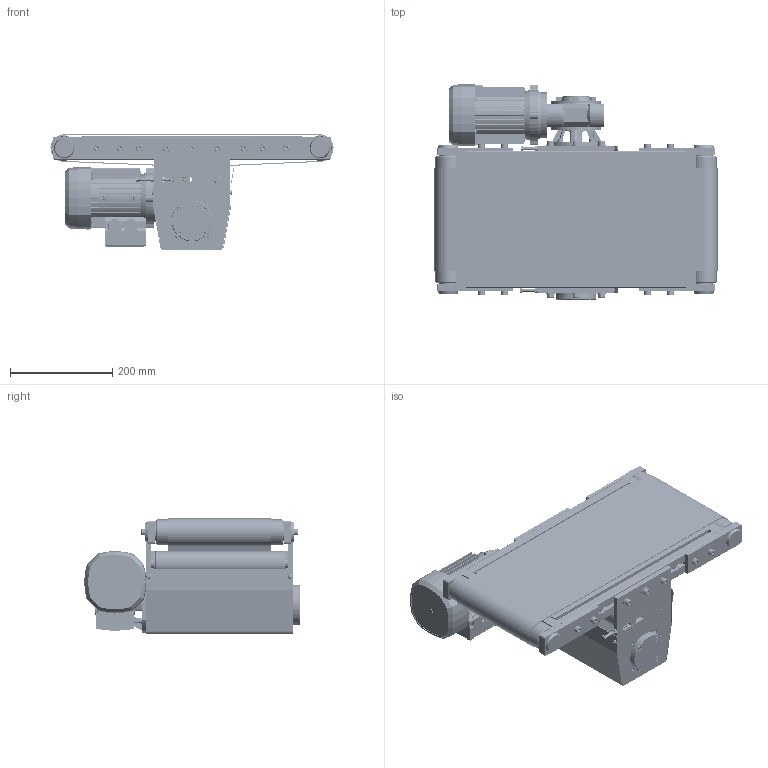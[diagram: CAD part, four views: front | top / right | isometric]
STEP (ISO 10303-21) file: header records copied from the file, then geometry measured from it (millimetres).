
FILE_DESCRIPTION(/* description */ (''),/* implementation_level */ '2;1');
FILE_NAME(/* name */ '914503.stp',/* time_stamp */ '2018-12-12T13:55:38+01:00',/* author */ ('jiri.spacek'),/* organization */ (''),/* preprocessor_version */ 'ST-DEVELOPER v17',/* originating_system */ 'Autodesk Inventor 2018',/* authorisation */ '');
FILE_SCHEMA (('AUTOMOTIVE_DESIGN { 1 0 10303 214 3 1 1 }'));
Products named in the file (38): 914503; 914503_104545L_001; 914503_104545L_002; 200616; 200816-3; 200820-1; 200825-1; 200840-1; 200840-1_1; 210800; 215006; 215008; 914503_729502_001; 904501; 904518; 904519; 904520M; 904520L; xxxx-xx_904521_001; 914503_904522_001; 914503_904522_hridel_001; 914503_904523_001; 914503_904522-I_001; 914503_904522-trubka_001; 914503_904523-hridel_001; Lozisko6003-2RS; DIN471_17x1; 914503_904524_kryt-pohonu_001; 914503_904550_001; 50-čep I; 914503_Trubka_d50_001; DIN6885_A6x6x50; MVF44F1P63B14; VF44F1P63B14B3; BN63B14; 210402; 200416.4; xxxx-xx_Sub_Pas_001
Assembly tree (104 placements, depth 3):
  914503
    914503_104545L_001  x2
    914503_104545L_002  x2
    200840-1  x4
      200840-1_1
    200616  x4
    200816-3  x4
    200820-1  x8
    200825-1  x6
    210800  x14
    215006  x4
    215008  x6
    914503_729502_001
    904501  x4
    904518  x2
    904519  x2
    904520M
    904520L
    xxxx-xx_904521_001
    914503_904522_001
      914503_904522_hridel_001
      914503_904522-I_001  x2
      914503_904522-trubka_001
      Lozisko6003-2RS  x2
      DIN471_17x1  x2
    914503_904523_001
      914503_904522-I_001  x2
      914503_904522-trubka_001
      914503_904523-hridel_001
      Lozisko6003-2RS  x2
      DIN471_17x1  x2
    914503_904524_kryt-pohonu_001
    914503_904550_001  x2
      50-čep I
      914503_Trubka_d50_001
    DIN6885_A6x6x50
    MVF44F1P63B14
      VF44F1P63B14B3
      BN63B14
    210402  x4
    200416.4  x4
    xxxx-xx_Sub_Pas_001
Bounding box: 553.99 x 421.9 x 225.8 mm (x, y, z)
Volume: 5848682.8 mm3; surface area: 3079317.7 mm2
Topology: 245 solids, 251 shells, 4033 faces, 11165 edges, 7432 vertices
Faces by surface type: plane 1703, cylinder 1183, torus 428, cone 416, sphere 217, bspline 86
Full cylindrical faces by diameter (mm): 1.6 x6, 1.7 x8, 2.7 x4, 3.242 x4, 3.3 x1, 3.75 x10, 4 x4, 4.134 x4, 4.3 x1, 4.351 x8, 4.917 x4, 5 x8, 5.2 x8, 5.459 x2, 5.5 x8, 5.51 x2, 6 x12, 6.4 x8, 6.647 x14, 6.8 x8, 8 x26, 8.4 x10, 8.5 x12, 8.7 x2, 9 x4, 9.5 x4, 10 x11, 10.6 x1, 11 x5, 12 x5
Entity records: 89342 total; most frequent: CARTESIAN_POINT 25238, DIRECTION 13378, ORIENTED_EDGE 12918, EDGE_CURVE 6462, AXIS2_PLACEMENT_3D 5337, VERTEX_POINT 4445, CIRCLE 2777, EDGE_LOOP 2770
